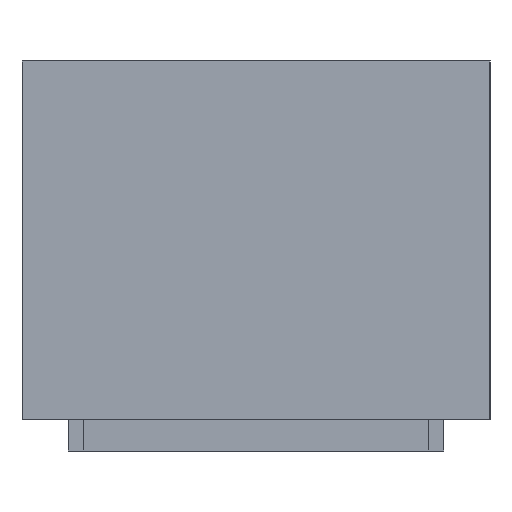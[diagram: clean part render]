
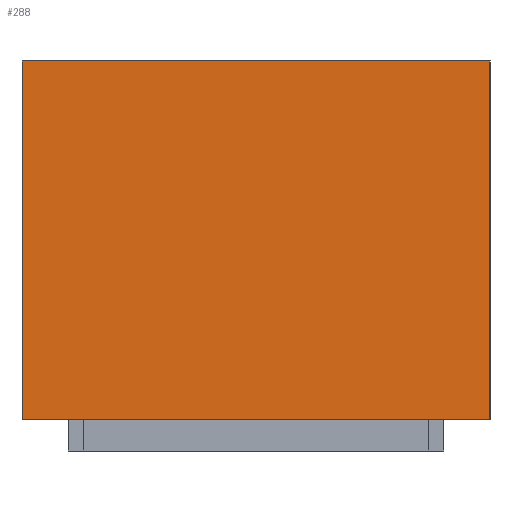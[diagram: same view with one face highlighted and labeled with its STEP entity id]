
A CAD part, left-side view. The second image highlights one B-rep face of the part: STEP entity #288.
In plain terms, the highlighted planar face has unit normal (-1, 0, 0).
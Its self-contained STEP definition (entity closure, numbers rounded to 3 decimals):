
#30=ORIENTED_EDGE('',*,*,#102,.F.);
#31=ORIENTED_EDGE('',*,*,#103,.F.);
#32=ORIENTED_EDGE('',*,*,#104,.T.);
#33=ORIENTED_EDGE('',*,*,#105,.T.);
#102=EDGE_CURVE('',#138,#139,#162,.T.);
#103=EDGE_CURVE('',#140,#138,#163,.T.);
#104=EDGE_CURVE('',#140,#141,#164,.T.);
#105=EDGE_CURVE('',#141,#139,#165,.T.);
#138=VERTEX_POINT('',#443);
#139=VERTEX_POINT('',#444);
#140=VERTEX_POINT('',#446);
#141=VERTEX_POINT('',#448);
#162=LINE('',#442,#198);
#163=LINE('',#445,#199);
#164=LINE('',#447,#200);
#165=LINE('',#449,#201);
#198=VECTOR('',#366,1000.);
#199=VECTOR('',#367,1000.);
#200=VECTOR('',#368,1000.);
#201=VECTOR('',#369,1000.);
#234=EDGE_LOOP('',(#30,#31,#32,#33));
#252=FACE_BOUND('',#234,.T.);
#270=PLANE('',#342);
#288=ADVANCED_FACE('',(#252),#270,.T.);
#342=AXIS2_PLACEMENT_3D('',#441,#364,#365);
#364=DIRECTION('',(-1.,0.,0.));
#365=DIRECTION('',(0.,0.,1.));
#366=DIRECTION('',(0.,1.,0.));
#367=DIRECTION('',(0.,0.,-1.));
#368=DIRECTION('',(0.,1.,0.));
#369=DIRECTION('',(0.,0.,-1.));
#441=CARTESIAN_POINT('',(-0.3,-0.15,0.23));
#442=CARTESIAN_POINT('',(-0.3,-0.15,0.));
#443=CARTESIAN_POINT('',(-0.3,-0.15,0.));
#444=CARTESIAN_POINT('',(-0.3,0.15,0.));
#445=CARTESIAN_POINT('',(-0.3,-0.15,0.23));
#446=CARTESIAN_POINT('',(-0.3,-0.15,0.23));
#447=CARTESIAN_POINT('',(-0.3,-0.15,0.23));
#448=CARTESIAN_POINT('',(-0.3,0.15,0.23));
#449=CARTESIAN_POINT('',(-0.3,0.15,0.23));
